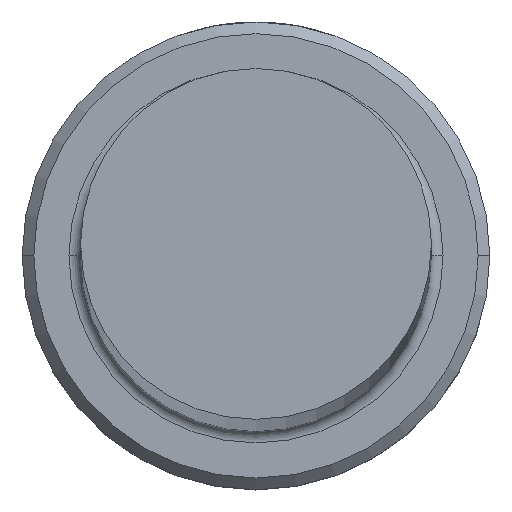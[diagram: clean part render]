
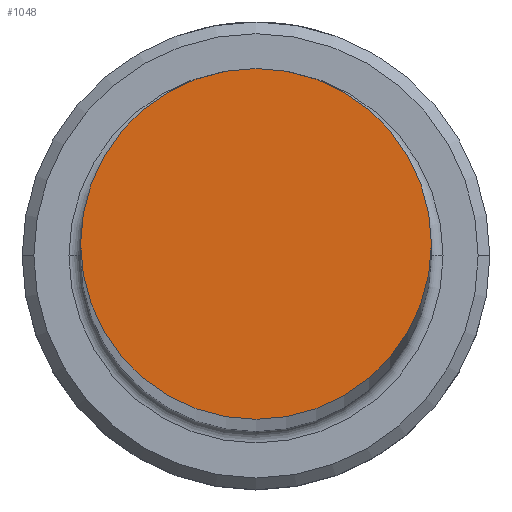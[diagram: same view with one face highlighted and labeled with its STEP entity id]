
A CAD part, top view. The second image highlights one B-rep face of the part: STEP entity #1048.
In plain terms, the highlighted planar face has unit normal (0, 0, 1).
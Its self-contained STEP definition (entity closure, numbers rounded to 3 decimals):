
#23 = PLANE ( 'NONE',  #530 ) ;
#41 = VERTEX_POINT ( 'NONE', #1090 ) ;
#60 = CARTESIAN_POINT ( 'NONE',  ( 0., 0., 300. ) ) ;
#121 = DIRECTION ( 'NONE',  ( 0., 0., 1. ) ) ;
#164 = DIRECTION ( 'NONE',  ( 1., 0., 0. ) ) ;
#244 = AXIS2_PLACEMENT_3D ( 'NONE', #938, #353, #1028 ) ;
#249 = FACE_OUTER_BOUND ( 'NONE', #577, .T. ) ;
#353 = DIRECTION ( 'NONE',  ( 0., 0., 1. ) ) ;
#399 = ORIENTED_EDGE ( 'NONE', *, *, #749, .T. ) ;
#505 = VERTEX_POINT ( 'NONE', #1084 ) ;
#530 = AXIS2_PLACEMENT_3D ( 'NONE', #1058, #121, #782 ) ;
#569 = CIRCLE ( 'NONE', #244, 7.5 ) ;
#577 = EDGE_LOOP ( 'NONE', ( #1035, #399 ) ) ;
#630 = CIRCLE ( 'NONE', #933, 7.5 ) ;
#637 = EDGE_CURVE ( 'NONE', #505, #41, #630, .T. ) ;
#722 = DIRECTION ( 'NONE',  ( 0., 0., 1. ) ) ;
#749 = EDGE_CURVE ( 'NONE', #41, #505, #569, .T. ) ;
#782 = DIRECTION ( 'NONE',  ( 1., 0., 0. ) ) ;
#933 = AXIS2_PLACEMENT_3D ( 'NONE', #60, #722, #164 ) ;
#938 = CARTESIAN_POINT ( 'NONE',  ( 0., 0., 300. ) ) ;
#1028 = DIRECTION ( 'NONE',  ( 1., 0., 0. ) ) ;
#1035 = ORIENTED_EDGE ( 'NONE', *, *, #637, .T. ) ;
#1048 = ADVANCED_FACE ( 'NONE', ( #249 ), #23, .T. ) ;
#1058 = CARTESIAN_POINT ( 'NONE',  ( 0., 0., 300. ) ) ;
#1084 = CARTESIAN_POINT ( 'NONE',  ( -7.5, 0., 300. ) ) ;
#1090 = CARTESIAN_POINT ( 'NONE',  ( 7.5, 0., 300. ) ) ;
